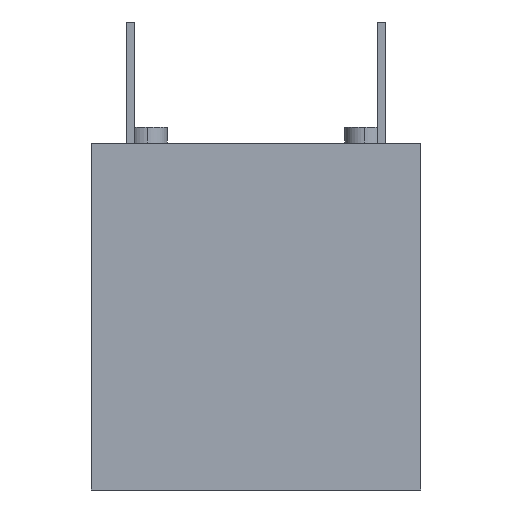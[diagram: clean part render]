
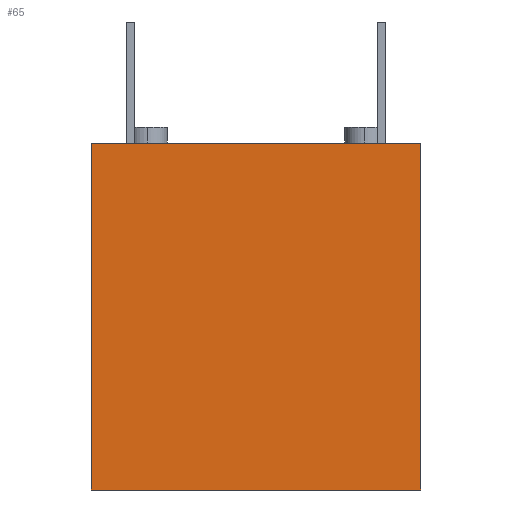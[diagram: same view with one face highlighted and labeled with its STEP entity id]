
A CAD part, left-side view. The second image highlights one B-rep face of the part: STEP entity #65.
In plain terms, the highlighted planar face has unit normal (-1, 0, 0).
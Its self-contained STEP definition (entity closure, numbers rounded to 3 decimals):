
#65=ADVANCED_FACE('',(#1028),#1029,.T.);
#1028=FACE_OUTER_BOUND('',#2897,.T.);
#1029=PLANE('',#2898);
#2897=EDGE_LOOP('',(#5618,#5619,#5620,#5621));
#2898=AXIS2_PLACEMENT_3D('',#5622,#5623,#5624);
#5618=ORIENTED_EDGE('',*,*,#13366,.T.);
#5619=ORIENTED_EDGE('',*,*,#13367,.T.);
#5620=ORIENTED_EDGE('',*,*,#13368,.F.);
#5621=ORIENTED_EDGE('',*,*,#12563,.F.);
#5622=CARTESIAN_POINT('',(-10.1,-5.0,0.0));
#5623=DIRECTION('',(-1.0,0.0,0.0));
#5624=DIRECTION('',(0.0,0.0,1.0));
#12563=EDGE_CURVE('',#15099,#15101,#15102,.T.);
#13366=EDGE_CURVE('',#15099,#16696,#16698,.T.);
#13367=EDGE_CURVE('',#16696,#16699,#16700,.T.);
#13368=EDGE_CURVE('',#15101,#16699,#16701,.T.);
#15099=VERTEX_POINT('',#19311);
#15101=VERTEX_POINT('',#19314);
#15102=LINE('',#19315,#19316);
#16696=VERTEX_POINT('',#21768);
#16698=LINE('',#21771,#21772);
#16699=VERTEX_POINT('',#21773);
#16700=LINE('',#21774,#21775);
#16701=LINE('',#21776,#21777);
#19311=CARTESIAN_POINT('',(-10.1,-5.0,0.0));
#19314=CARTESIAN_POINT('',(-10.1,5.0,0.0));
#19315=CARTESIAN_POINT('',(-10.1,-5.0,0.0));
#19316=VECTOR('',#26158,10.0);
#21768=CARTESIAN_POINT('',(-10.1,-5.0,10.5));
#21771=CARTESIAN_POINT('',(-10.1,-5.0,0.0));
#21772=VECTOR('',#26949,10.5);
#21773=CARTESIAN_POINT('',(-10.1,5.0,10.5));
#21774=CARTESIAN_POINT('',(-10.1,-5.0,10.5));
#21775=VECTOR('',#26950,10.0);
#21776=CARTESIAN_POINT('',(-10.1,5.0,0.0));
#21777=VECTOR('',#26951,10.5);
#26158=DIRECTION('',(0.0,1.0,0.0));
#26949=DIRECTION('',(0.0,0.0,1.0));
#26950=DIRECTION('',(0.0,1.0,0.0));
#26951=DIRECTION('',(0.0,0.0,1.0));
